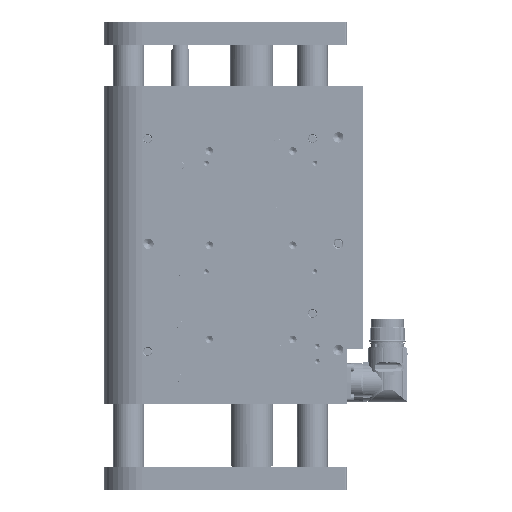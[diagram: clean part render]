
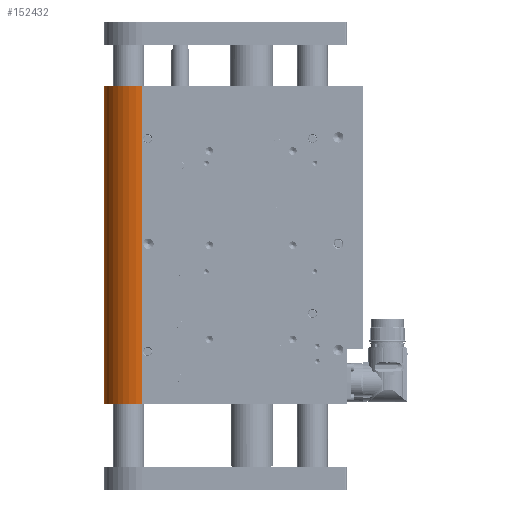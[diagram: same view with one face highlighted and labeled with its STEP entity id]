
A CAD part, left-side view. The second image highlights one B-rep face of the part: STEP entity #152432.
In plain terms, the highlighted cylindrical face has radius 25 mm (diameter 50 mm), a partial arc.
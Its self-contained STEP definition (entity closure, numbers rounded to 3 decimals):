
#441 = ORIENTED_EDGE ( 'NONE', *, *, #134461, .F. ) ;
#4586 = ORIENTED_EDGE ( 'NONE', *, *, #146999, .T. ) ;
#7049 = AXIS2_PLACEMENT_3D ( 'NONE', #116236, #104723, #48046 ) ;
#7926 = CARTESIAN_POINT ( 'NONE',  ( 0., 72., 0. ) ) ;
#22241 = FACE_OUTER_BOUND ( 'NONE', #53211, .T. ) ;
#22463 = CARTESIAN_POINT ( 'NONE',  ( -25., 72., 209. ) ) ;
#29269 = DIRECTION ( 'NONE',  ( 0., 0., -1. ) ) ;
#42239 = AXIS2_PLACEMENT_3D ( 'NONE', #7926, #47807, #61940 ) ;
#47807 = DIRECTION ( 'NONE',  ( 0., 0., 1. ) ) ;
#48046 = DIRECTION ( 'NONE',  ( 1., 0., 0. ) ) ;
#48684 = CARTESIAN_POINT ( 'NONE',  ( 25., 72., 209. ) ) ;
#49891 = LINE ( 'NONE', #22463, #59997 ) ;
#50359 = EDGE_CURVE ( 'NONE', #69784, #168437, #49891, .T. ) ;
#53211 = EDGE_LOOP ( 'NONE', ( #68708, #64595, #441, #4586 ) ) ;
#59997 = VECTOR ( 'NONE', #91489, 1000. ) ;
#61940 = DIRECTION ( 'NONE',  ( 1., 0., 0. ) ) ;
#64595 = ORIENTED_EDGE ( 'NONE', *, *, #50359, .F. ) ;
#68708 = ORIENTED_EDGE ( 'NONE', *, *, #161776, .T. ) ;
#69784 = VERTEX_POINT ( 'NONE', #80088 ) ;
#71843 = DIRECTION ( 'NONE',  ( 0., 0., -1. ) ) ;
#77022 = CARTESIAN_POINT ( 'NONE',  ( 25., 72., 0. ) ) ;
#80088 = CARTESIAN_POINT ( 'NONE',  ( -25., 72., 209. ) ) ;
#84172 = CARTESIAN_POINT ( 'NONE',  ( -25., 72., 0. ) ) ;
#91489 = DIRECTION ( 'NONE',  ( 0., 0., -1. ) ) ;
#98766 = VECTOR ( 'NONE', #71843, 1000. ) ;
#104723 = DIRECTION ( 'NONE',  ( 0., 0., 1. ) ) ;
#116236 = CARTESIAN_POINT ( 'NONE',  ( 0., 72., 209. ) ) ;
#128511 = LINE ( 'NONE', #48684, #98766 ) ;
#131296 = CARTESIAN_POINT ( 'NONE',  ( 0., 72., 209. ) ) ;
#134461 = EDGE_CURVE ( 'NONE', #148739, #69784, #174085, .T. ) ;
#138551 = AXIS2_PLACEMENT_3D ( 'NONE', #131296, #29269, #165346 ) ;
#146999 = EDGE_CURVE ( 'NONE', #148739, #151570, #128511, .T. ) ;
#147020 = CIRCLE ( 'NONE', #42239, 25. ) ;
#148739 = VERTEX_POINT ( 'NONE', #163496 ) ;
#151570 = VERTEX_POINT ( 'NONE', #77022 ) ;
#152432 = ADVANCED_FACE ( 'NONE', ( #22241 ), #161604, .T. ) ;
#161604 = CYLINDRICAL_SURFACE ( 'NONE', #138551, 25. ) ;
#161776 = EDGE_CURVE ( 'NONE', #151570, #168437, #147020, .T. ) ;
#163496 = CARTESIAN_POINT ( 'NONE',  ( 25., 72., 209. ) ) ;
#165346 = DIRECTION ( 'NONE',  ( -1., 0., 0. ) ) ;
#168437 = VERTEX_POINT ( 'NONE', #84172 ) ;
#174085 = CIRCLE ( 'NONE', #7049, 25. ) ;
